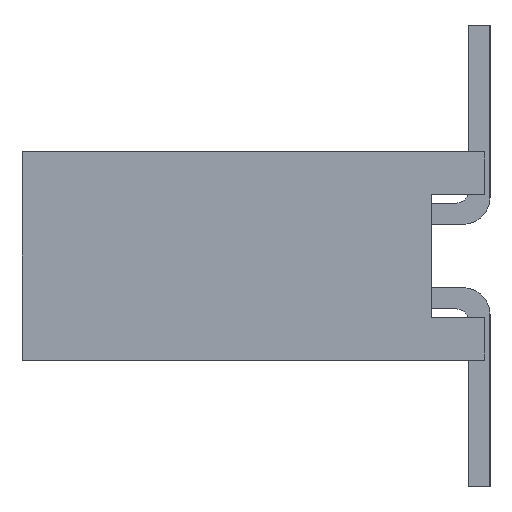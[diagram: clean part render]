
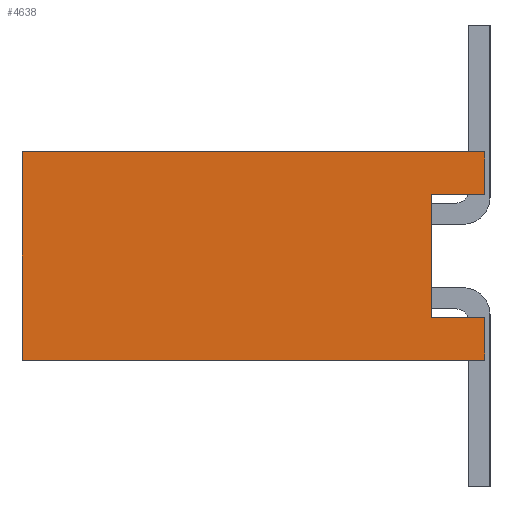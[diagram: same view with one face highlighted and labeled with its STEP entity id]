
A CAD part, left-side view. The second image highlights one B-rep face of the part: STEP entity #4638.
In plain terms, the highlighted planar face has unit normal (-1, 0, 0).
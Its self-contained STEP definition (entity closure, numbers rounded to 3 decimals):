
#162 = ORIENTED_EDGE ( 'NONE', *, *, #4926, .T. ) ;
#199 = EDGE_CURVE ( 'NONE', #4737, #4715, #6533, .T. ) ;
#229 = VERTEX_POINT ( 'NONE', #3880 ) ;
#312 = CARTESIAN_POINT ( 'NONE',  ( -8.275, 4.445, -0.999 ) ) ;
#461 = DIRECTION ( 'NONE',  ( 0., 0., 1. ) ) ;
#489 = ORIENTED_EDGE ( 'NONE', *, *, #751, .T. ) ;
#500 = LINE ( 'NONE', #4482, #6335 ) ;
#516 = DIRECTION ( 'NONE',  ( 0., 0., 1. ) ) ;
#751 = EDGE_CURVE ( 'NONE', #5143, #4321, #500, .T. ) ;
#818 = LINE ( 'NONE', #2298, #7006 ) ;
#870 = ORIENTED_EDGE ( 'NONE', *, *, #892, .T. ) ;
#892 = EDGE_CURVE ( 'NONE', #4715, #3714, #818, .T. ) ;
#996 = CARTESIAN_POINT ( 'NONE',  ( -8.275, 0., -0.999 ) ) ;
#1018 = EDGE_CURVE ( 'NONE', #3714, #3576, #5157, .T. ) ;
#1142 = CARTESIAN_POINT ( 'NONE',  ( -8.275, 4.445, -0.999 ) ) ;
#1221 = VECTOR ( 'NONE', #5630, 1000. ) ;
#1512 = CARTESIAN_POINT ( 'NONE',  ( -8.275, 0., -0.593 ) ) ;
#1822 = VECTOR ( 'NONE', #5041, 1000. ) ;
#1828 = DIRECTION ( 'NONE',  ( 0., -1., 0. ) ) ;
#1968 = FACE_OUTER_BOUND ( 'NONE', #5166, .T. ) ;
#2189 = CARTESIAN_POINT ( 'NONE',  ( -8.275, 0.508, -0.593 ) ) ;
#2244 = EDGE_CURVE ( 'NONE', #229, #4321, #4500, .T. ) ;
#2298 = CARTESIAN_POINT ( 'NONE',  ( -8.275, 0., -0.593 ) ) ;
#2303 = VERTEX_POINT ( 'NONE', #1142 ) ;
#2564 = ORIENTED_EDGE ( 'NONE', *, *, #5491, .T. ) ;
#2625 = DIRECTION ( 'NONE',  ( 0., 0., -1. ) ) ;
#2643 = DIRECTION ( 'NONE',  ( 1., 0., 0. ) ) ;
#2764 = CARTESIAN_POINT ( 'NONE',  ( -8.275, 4.445, -0.999 ) ) ;
#3198 = ORIENTED_EDGE ( 'NONE', *, *, #2244, .F. ) ;
#3521 = CARTESIAN_POINT ( 'NONE',  ( -8.275, 4.445, -0.999 ) ) ;
#3576 = VERTEX_POINT ( 'NONE', #5968 ) ;
#3627 = CARTESIAN_POINT ( 'NONE',  ( -8.275, 0., 0.593 ) ) ;
#3634 = ORIENTED_EDGE ( 'NONE', *, *, #1018, .T. ) ;
#3657 = VECTOR ( 'NONE', #461, 1000. ) ;
#3714 = VERTEX_POINT ( 'NONE', #4409 ) ;
#3835 = CARTESIAN_POINT ( 'NONE',  ( -8.275, 0., -0.999 ) ) ;
#3880 = CARTESIAN_POINT ( 'NONE',  ( -8.275, 4.445, 0.999 ) ) ;
#4016 = VECTOR ( 'NONE', #1828, 1000. ) ;
#4321 = VERTEX_POINT ( 'NONE', #6307 ) ;
#4409 = CARTESIAN_POINT ( 'NONE',  ( -8.275, 0.508, -0.593 ) ) ;
#4440 = CARTESIAN_POINT ( 'NONE',  ( -8.275, 4.445, 0.999 ) ) ;
#4482 = CARTESIAN_POINT ( 'NONE',  ( -8.275, 0., -0.999 ) ) ;
#4500 = LINE ( 'NONE', #4440, #1221 ) ;
#4638 = ADVANCED_FACE ( 'NONE', ( #1968 ), #5999, .F. ) ;
#4715 = VERTEX_POINT ( 'NONE', #1512 ) ;
#4737 = VERTEX_POINT ( 'NONE', #996 ) ;
#4771 = AXIS2_PLACEMENT_3D ( 'NONE', #312, #2643, #2625 ) ;
#4913 = ORIENTED_EDGE ( 'NONE', *, *, #6252, .F. ) ;
#4918 = VECTOR ( 'NONE', #6202, 1000. ) ;
#4926 = EDGE_CURVE ( 'NONE', #3576, #5143, #5620, .T. ) ;
#5014 = VECTOR ( 'NONE', #6693, 1000. ) ;
#5041 = DIRECTION ( 'NONE',  ( 0., 0., 1. ) ) ;
#5143 = VERTEX_POINT ( 'NONE', #3627 ) ;
#5157 = LINE ( 'NONE', #2189, #3657 ) ;
#5166 = EDGE_LOOP ( 'NONE', ( #162, #489, #3198, #4913, #2564, #6309, #870, #3634 ) ) ;
#5491 = EDGE_CURVE ( 'NONE', #2303, #4737, #6147, .T. ) ;
#5620 = LINE ( 'NONE', #6742, #4918 ) ;
#5630 = DIRECTION ( 'NONE',  ( 0., -1., 0. ) ) ;
#5660 = LINE ( 'NONE', #2764, #1822 ) ;
#5968 = CARTESIAN_POINT ( 'NONE',  ( -8.275, 0.508, 0.593 ) ) ;
#5999 = PLANE ( 'NONE',  #4771 ) ;
#6147 = LINE ( 'NONE', #3521, #4016 ) ;
#6202 = DIRECTION ( 'NONE',  ( 0., -1., 0. ) ) ;
#6252 = EDGE_CURVE ( 'NONE', #2303, #229, #5660, .T. ) ;
#6292 = DIRECTION ( 'NONE',  ( 0., 1., 0. ) ) ;
#6307 = CARTESIAN_POINT ( 'NONE',  ( -8.275, 0., 0.999 ) ) ;
#6309 = ORIENTED_EDGE ( 'NONE', *, *, #199, .T. ) ;
#6335 = VECTOR ( 'NONE', #516, 1000. ) ;
#6533 = LINE ( 'NONE', #3835, #5014 ) ;
#6693 = DIRECTION ( 'NONE',  ( 0., 0., 1. ) ) ;
#6742 = CARTESIAN_POINT ( 'NONE',  ( -8.275, 0.508, 0.593 ) ) ;
#7006 = VECTOR ( 'NONE', #6292, 1000. ) ;
